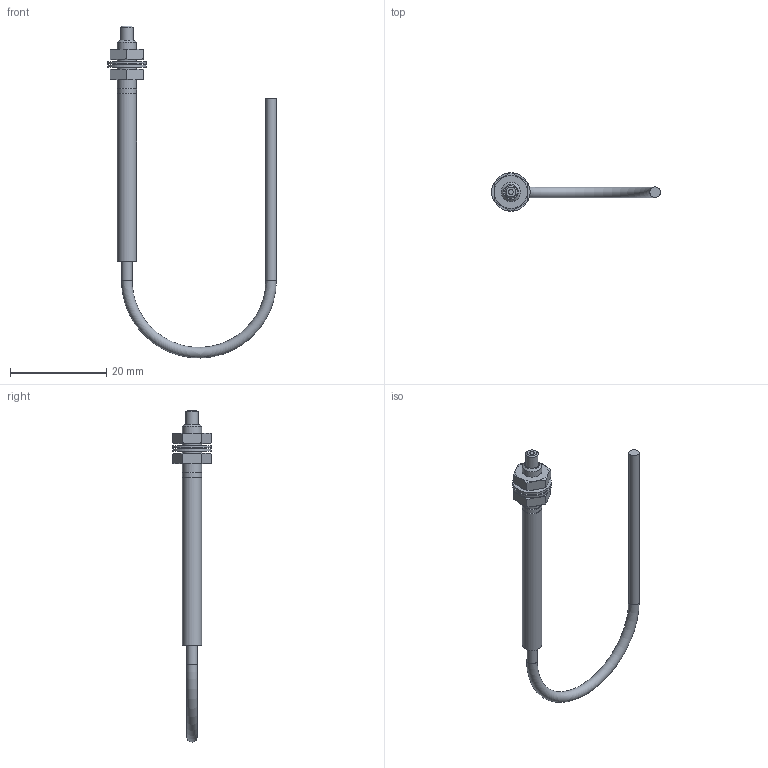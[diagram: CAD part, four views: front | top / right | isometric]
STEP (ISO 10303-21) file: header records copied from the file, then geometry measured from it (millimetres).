
FILE_DESCRIPTION(/* description */ ('STEP AP214'),/* implementation_level */ '2;1');
FILE_NAME(/* name */ '552812_SOOC-TB-M4-2-R25',/* time_stamp */ '2024-09-15T09:45:15+02:00',/* author */ ('License CC BY-ND 4.0'),/* organization */ ('CADENAS'),/* preprocessor_version */ 'ST-DEVELOPER v19.3',/* originating_system */ 'PARTsolutions',/* authorisation */ ' ');
FILE_SCHEMA (('AUTOMOTIVE_DESIGN {1 0 10303 214 3 1 1}'));
Length unit declared in the file: millimetre
Products named in the file (4): 552812 SOOC-TB-M4-2-R25; 552812 SOOC-TB-M4-2-R25---(M); Tooth lock washer DIN 6797 - J4.3; DIN-439-B - M4x0.5(F)
Assembly tree (5 placements, depth 2):
  552812 SOOC-TB-M4-2-R25
    552812 SOOC-TB-M4-2-R25---(M)
    Tooth lock washer DIN 6797 - J4.3  x2
    DIN-439-B - M4x0.5(F)  x2
Bounding box: 35.1 x 8.08 x 69.1 mm (x, y, z)
Volume: 1103.1 mm3; surface area: 1687.8 mm2
Topology: 5 solids, 5 shells, 115 faces, 288 edges, 188 vertices
Faces by surface type: plane 59, cylinder 43, cone 12, torus 1
Full cylindrical faces by diameter (mm): 1 x1, 2.2 x2, 2.6 x1, 3.459 x2, 4 x3, 8 x2
Entity records: 1982 total; most frequent: CARTESIAN_POINT 355, DIRECTION 332, ORIENTED_EDGE 280, EDGE_CURVE 140, AXIS2_PLACEMENT_3D 131, VERTEX_POINT 102, EDGE_LOOP 94, FACE_BOUND 94
